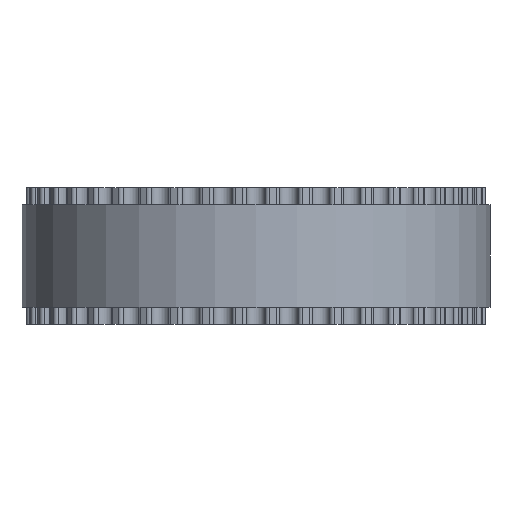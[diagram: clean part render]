
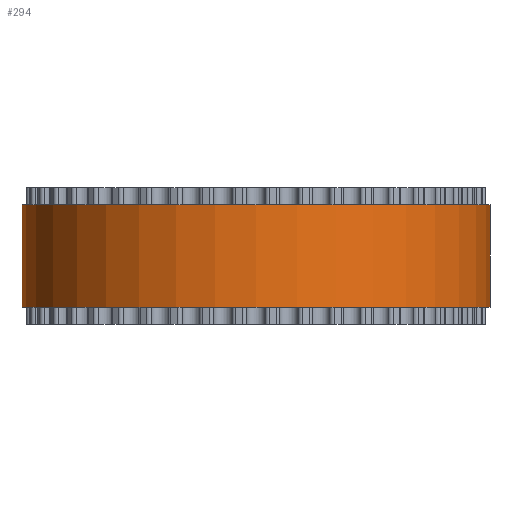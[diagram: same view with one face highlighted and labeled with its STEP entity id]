
A CAD part, front view. The second image highlights one B-rep face of the part: STEP entity #294.
In plain terms, the highlighted cylindrical face has radius 13.687 mm (diameter 27.375 mm), a full revolution.
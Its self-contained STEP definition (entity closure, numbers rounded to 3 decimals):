
#97=FACE_BOUND('',#816,.T.);
#98=FACE_BOUND('',#817,.T.);
#294=ADVANCED_FACE('',(#97,#98),#467,.T.);
#467=CYLINDRICAL_SURFACE('',#3927,13.687);
#816=EDGE_LOOP('',(#2194));
#817=EDGE_LOOP('',(#2195));
#2194=ORIENTED_EDGE('',*,*,#3058,.T.);
#2195=ORIENTED_EDGE('',*,*,#3059,.T.);
#2540=VERTEX_POINT('',#6180);
#2541=VERTEX_POINT('',#6182);
#3058=EDGE_CURVE('',#2540,#2540,#3404,.T.);
#3059=EDGE_CURVE('',#2541,#2541,#3405,.T.);
#3404=CIRCLE('',#3925,13.687);
#3405=CIRCLE('',#3926,13.687);
#3925=AXIS2_PLACEMENT_3D('',#6179,#5138,#5139);
#3926=AXIS2_PLACEMENT_3D('',#6181,#5140,#5141);
#3927=AXIS2_PLACEMENT_3D('',#6183,#5142,#5143);
#5138=DIRECTION('',(0.,0.,1.));
#5139=DIRECTION('',(1.,0.,0.));
#5140=DIRECTION('',(0.,0.,-1.));
#5141=DIRECTION('',(1.,0.,0.));
#5142=DIRECTION('',(0.,0.,1.));
#5143=DIRECTION('',(1.,0.,0.));
#6179=CARTESIAN_POINT('',(0.,0.,1.));
#6180=CARTESIAN_POINT('',(13.687,0.,1.));
#6181=CARTESIAN_POINT('',(0.,0.,7.));
#6182=CARTESIAN_POINT('',(13.687,0.,7.));
#6183=CARTESIAN_POINT('',(0.,0.,1.));
